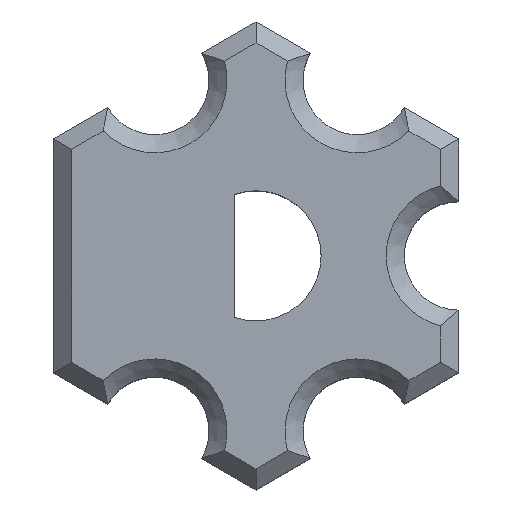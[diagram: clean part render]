
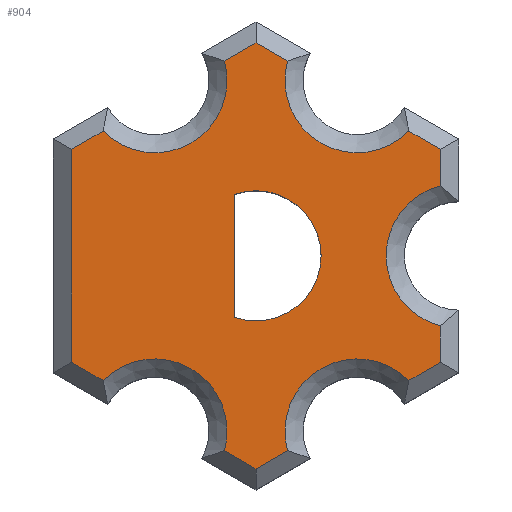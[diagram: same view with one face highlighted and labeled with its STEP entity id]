
A CAD part, top view. The second image highlights one B-rep face of the part: STEP entity #904.
In plain terms, the highlighted planar face has unit normal (0, 0, 1).
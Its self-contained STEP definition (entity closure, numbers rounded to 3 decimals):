
#26=FACE_BOUND('',#154,.T.);
#30=PLANE('',#972);
#66=CIRCLE('',#973,2.);
#67=CIRCLE('',#974,2.);
#68=CIRCLE('',#975,2.);
#69=CIRCLE('',#976,2.);
#70=CIRCLE('',#977,2.);
#71=CIRCLE('',#978,1.8);
#98=FACE_OUTER_BOUND('',#153,.T.);
#153=EDGE_LOOP('',(#667,#668,#669,#670,#671,#672,#673,#674,#675,#676,#677,
#678,#679,#680,#681,#682));
#154=EDGE_LOOP('',(#683,#684));
#210=LINE('',#1597,#288);
#213=LINE('',#1604,#291);
#214=LINE('',#1606,#292);
#215=LINE('',#1608,#293);
#216=LINE('',#1612,#294);
#217=LINE('',#1614,#295);
#218=LINE('',#1618,#296);
#219=LINE('',#1620,#297);
#220=LINE('',#1624,#298);
#221=LINE('',#1626,#299);
#222=LINE('',#1630,#300);
#223=LINE('',#1632,#301);
#288=VECTOR('',#1056,10.);
#291=VECTOR('',#1061,10.);
#292=VECTOR('',#1062,10.);
#293=VECTOR('',#1063,10.);
#294=VECTOR('',#1066,10.);
#295=VECTOR('',#1067,10.);
#296=VECTOR('',#1070,10.);
#297=VECTOR('',#1071,10.);
#298=VECTOR('',#1074,10.);
#299=VECTOR('',#1075,10.);
#300=VECTOR('',#1078,10.);
#301=VECTOR('',#1079,10.);
#418=VERTEX_POINT('',#1593);
#420=VERTEX_POINT('',#1596);
#422=VERTEX_POINT('',#1602);
#423=VERTEX_POINT('',#1603);
#424=VERTEX_POINT('',#1605);
#425=VERTEX_POINT('',#1607);
#426=VERTEX_POINT('',#1609);
#427=VERTEX_POINT('',#1611);
#428=VERTEX_POINT('',#1613);
#429=VERTEX_POINT('',#1615);
#430=VERTEX_POINT('',#1617);
#431=VERTEX_POINT('',#1619);
#432=VERTEX_POINT('',#1621);
#433=VERTEX_POINT('',#1623);
#434=VERTEX_POINT('',#1625);
#435=VERTEX_POINT('',#1627);
#436=VERTEX_POINT('',#1629);
#437=VERTEX_POINT('',#1631);
#507=EDGE_CURVE('',#420,#418,#210,.T.);
#510=EDGE_CURVE('',#422,#423,#213,.T.);
#511=EDGE_CURVE('',#424,#422,#214,.T.);
#512=EDGE_CURVE('',#425,#424,#215,.T.);
#513=EDGE_CURVE('',#426,#425,#66,.T.);
#514=EDGE_CURVE('',#427,#426,#216,.T.);
#515=EDGE_CURVE('',#428,#427,#217,.T.);
#516=EDGE_CURVE('',#429,#428,#67,.T.);
#517=EDGE_CURVE('',#430,#429,#218,.T.);
#518=EDGE_CURVE('',#431,#430,#219,.T.);
#519=EDGE_CURVE('',#432,#431,#68,.T.);
#520=EDGE_CURVE('',#433,#432,#220,.T.);
#521=EDGE_CURVE('',#434,#433,#221,.T.);
#522=EDGE_CURVE('',#435,#434,#69,.T.);
#523=EDGE_CURVE('',#436,#435,#222,.T.);
#524=EDGE_CURVE('',#437,#436,#223,.T.);
#525=EDGE_CURVE('',#423,#437,#70,.T.);
#526=EDGE_CURVE('',#418,#420,#71,.T.);
#667=ORIENTED_EDGE('',*,*,#510,.F.);
#668=ORIENTED_EDGE('',*,*,#511,.F.);
#669=ORIENTED_EDGE('',*,*,#512,.F.);
#670=ORIENTED_EDGE('',*,*,#513,.F.);
#671=ORIENTED_EDGE('',*,*,#514,.F.);
#672=ORIENTED_EDGE('',*,*,#515,.F.);
#673=ORIENTED_EDGE('',*,*,#516,.F.);
#674=ORIENTED_EDGE('',*,*,#517,.F.);
#675=ORIENTED_EDGE('',*,*,#518,.F.);
#676=ORIENTED_EDGE('',*,*,#519,.F.);
#677=ORIENTED_EDGE('',*,*,#520,.F.);
#678=ORIENTED_EDGE('',*,*,#521,.F.);
#679=ORIENTED_EDGE('',*,*,#522,.F.);
#680=ORIENTED_EDGE('',*,*,#523,.F.);
#681=ORIENTED_EDGE('',*,*,#524,.F.);
#682=ORIENTED_EDGE('',*,*,#525,.F.);
#683=ORIENTED_EDGE('',*,*,#526,.T.);
#684=ORIENTED_EDGE('',*,*,#507,.T.);
#904=ADVANCED_FACE('',(#98,#26),#30,.T.);
#972=AXIS2_PLACEMENT_3D('',#1601,#1059,#1060);
#973=AXIS2_PLACEMENT_3D('',#1610,#1064,#1065);
#974=AXIS2_PLACEMENT_3D('',#1616,#1068,#1069);
#975=AXIS2_PLACEMENT_3D('',#1622,#1072,#1073);
#976=AXIS2_PLACEMENT_3D('',#1628,#1076,#1077);
#977=AXIS2_PLACEMENT_3D('',#1633,#1080,#1081);
#978=AXIS2_PLACEMENT_3D('',#1634,#1082,#1083);
#1056=DIRECTION('',(0.,1.,0.));
#1059=DIRECTION('center_axis',(0.,0.,1.));
#1060=DIRECTION('ref_axis',(1.,0.,0.));
#1061=DIRECTION('',(0.866,0.5,0.));
#1062=DIRECTION('',(0.,1.,0.));
#1063=DIRECTION('',(-0.866,0.5,0.));
#1064=DIRECTION('center_axis',(0.,0.,1.));
#1065=DIRECTION('ref_axis',(1.,0.,0.));
#1066=DIRECTION('',(-0.866,0.5,0.));
#1067=DIRECTION('',(-0.866,-0.5,0.));
#1068=DIRECTION('center_axis',(0.,0.,1.));
#1069=DIRECTION('ref_axis',(-1.,0.,0.));
#1070=DIRECTION('',(-0.866,-0.5,0.));
#1071=DIRECTION('',(0.,-1.,0.));
#1072=DIRECTION('center_axis',(0.,0.,1.));
#1073=DIRECTION('ref_axis',(-1.,0.,0.));
#1074=DIRECTION('',(0.,-1.,0.));
#1075=DIRECTION('',(0.866,-0.5,0.));
#1076=DIRECTION('center_axis',(0.,0.,1.));
#1077=DIRECTION('ref_axis',(-1.,0.,0.));
#1078=DIRECTION('',(0.866,-0.5,0.));
#1079=DIRECTION('',(0.866,0.5,0.));
#1080=DIRECTION('center_axis',(0.,0.,1.));
#1081=DIRECTION('ref_axis',(1.,0.,0.));
#1082=DIRECTION('center_axis',(0.,0.,-1.));
#1083=DIRECTION('ref_axis',(-1.,0.,0.));
#1593=CARTESIAN_POINT('',(-0.6,1.697,2.75));
#1596=CARTESIAN_POINT('',(-0.6,-1.697,2.75));
#1597=CARTESIAN_POINT('',(-0.6,-1.697,2.75));
#1601=CARTESIAN_POINT('Origin',(0.,0.,2.75));
#1602=CARTESIAN_POINT('',(-5.1,2.944,2.75));
#1603=CARTESIAN_POINT('',(-4.227,3.448,2.75));
#1604=CARTESIAN_POINT('',(-1.15,5.225,2.75));
#1605=CARTESIAN_POINT('',(-5.1,-2.944,2.75));
#1606=CARTESIAN_POINT('',(-5.1,1.617,2.75));
#1607=CARTESIAN_POINT('',(-4.227,-3.448,2.75));
#1608=CARTESIAN_POINT('',(-3.95,-3.608,2.75));
#1609=CARTESIAN_POINT('',(-0.873,-5.385,2.75));
#1610=CARTESIAN_POINT('Origin',(-2.8,-4.85,2.75));
#1611=CARTESIAN_POINT('',(0.,-5.889,2.75));
#1612=CARTESIAN_POINT('',(-3.95,-3.608,2.75));
#1613=CARTESIAN_POINT('',(0.873,-5.385,2.75));
#1614=CARTESIAN_POINT('',(1.15,-5.225,2.75));
#1615=CARTESIAN_POINT('',(4.227,-3.448,2.75));
#1616=CARTESIAN_POINT('Origin',(2.8,-4.85,2.75));
#1617=CARTESIAN_POINT('',(5.1,-2.944,2.75));
#1618=CARTESIAN_POINT('',(1.15,-5.225,2.75));
#1619=CARTESIAN_POINT('',(5.1,-1.936,2.75));
#1620=CARTESIAN_POINT('',(5.1,-1.617,2.75));
#1621=CARTESIAN_POINT('',(5.1,1.936,2.75));
#1622=CARTESIAN_POINT('Origin',(5.6,0.,2.75));
#1623=CARTESIAN_POINT('',(5.1,2.944,2.75));
#1624=CARTESIAN_POINT('',(5.1,-1.617,2.75));
#1625=CARTESIAN_POINT('',(4.227,3.448,2.75));
#1626=CARTESIAN_POINT('',(3.95,3.608,2.75));
#1627=CARTESIAN_POINT('',(0.873,5.385,2.75));
#1628=CARTESIAN_POINT('Origin',(2.8,4.85,2.75));
#1629=CARTESIAN_POINT('',(0.,5.889,2.75));
#1630=CARTESIAN_POINT('',(3.95,3.608,2.75));
#1631=CARTESIAN_POINT('',(-0.873,5.385,2.75));
#1632=CARTESIAN_POINT('',(-1.15,5.225,2.75));
#1633=CARTESIAN_POINT('Origin',(-2.8,4.85,2.75));
#1634=CARTESIAN_POINT('Origin',(0.,0.,2.75));
